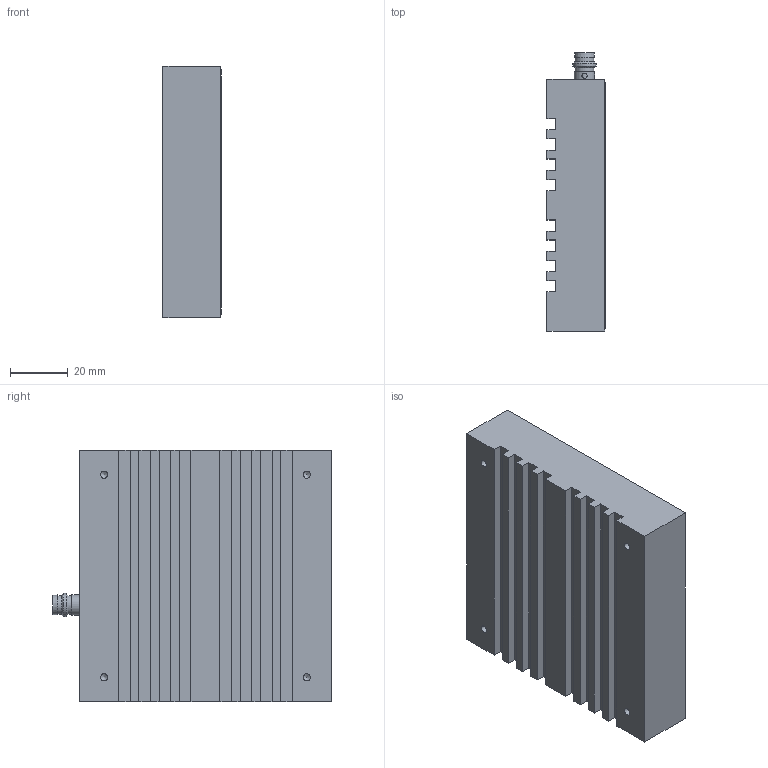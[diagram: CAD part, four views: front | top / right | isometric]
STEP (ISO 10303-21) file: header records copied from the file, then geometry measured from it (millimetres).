
FILE_DESCRIPTION(/* description */ (''),/* implementation_level */ '2;1');
FILE_NAME(/* name */ 'ipf_z3d_ED870171.stp',/* time_stamp */ '2019-06-14T12:50:23+02:00',/* author */ ('g.aydin'),/* organization */ (''),/* preprocessor_version */ 'ST-DEVELOPER v15.2',/* originating_system */ 'Autodesk Inventor 2014',/* authorisation */ '');
FILE_SCHEMA (('CONFIG_CONTROL_DESIGN'));
Length unit declared in the file: millimetre
Products named in the file (1): ipf_z3d_ED870171
Bounding box: 20.1 x 96.3 x 87 mm (x, y, z)
Volume: 143797.2 mm3; surface area: 26855.9 mm2
Topology: 1 solids, 7 shells, 104 faces, 246 edges, 164 vertices
Faces by surface type: plane 58, cylinder 34, cone 8, sphere 4
Full cylindrical faces by diameter (mm): 1 x4, 1.8 x2, 2 x2, 2.459 x4, 5 x1, 5.7 x2, 6.5 x2, 6.7 x1, 7 x1, 8 x1
Entity records: 2923 total; most frequent: CARTESIAN_POINT 713, DIRECTION 446, ORIENTED_EDGE 390, EDGE_CURVE 195, AXIS2_PLACEMENT_3D 154, EDGE_LOOP 146, VERTEX_POINT 145, LINE 138
